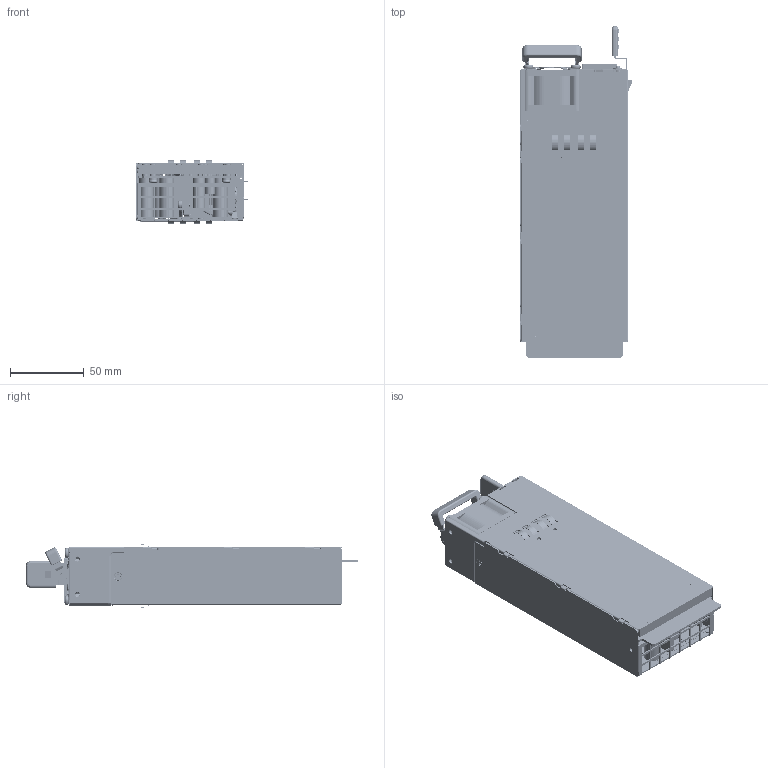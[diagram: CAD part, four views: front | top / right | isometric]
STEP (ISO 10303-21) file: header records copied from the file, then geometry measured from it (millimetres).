
FILE_DESCRIPTION((''),'2;1');
FILE_NAME('U1A-D10550-DRB-RJWL_ASM','2020-09-28T',('IPC56'),(''),'PRO/ENGINEER BY PARAMETRIC TECHNOLOGY CORPORATION, 2010480','PRO/ENGINEER BY PARAMETRIC TECHNOLOGY CORPORATION, 2010480','');
FILE_SCHEMA(('CONFIG_CONTROL_DESIGN','SHAPE_APPEARANCE_LAYERS_GROUPS'));
Products named in the file (64): MANIFOLD_SOLID_BREP_228765; MANIFOLD_SOLID_BREP_231349; MANIFOLD_SOLID_BREP_231602; MANIFOLD_SOLID_BREP_231855; MANIFOLD_SOLID_BREP_232108; U1A-D1XXXX-DRB-XIAGAI_1_ASM; BV40FENGSHAN-28_1; MANIFOLD_SOLID_BREP_236161; MANIFOLD_SOLID_BREP_236279; MANIFOLD_SOLID_BREP_236397; MANIFOLD_SOLID_BREP_236515; MANIFOLD_SOLID_BREP_236633; 8888_1; U1ACZUO_1_ASM; LEDZUO-A1_1; LEDDENG_1; JIEDILUOSI_1; BVBINGTOULUOSI_1; 8-5LUOZHUM2_1; 8-5LUOZHUM3_1; LASHOU_1; LASHOUJIAOTAO_AF0_1; LASHOU_ASM_1_ASM; DCTANPIAN_1_1; JIAOTAO_1_1; DCTANPIAN-1_ASM_1_ASM; LUO-01; XIAMALA_1; EVA; MAODING-2; MAODING-1; U1A-D1XXXX-DRB-SHANGGAI_9-1; PCB-190323; LUOSI-4; QITI; L1; F1; C3_D; VDR1; CX2 ...
Assembly tree (102 placements, depth 3):
  U1A-D10550-DRB-RJWL_ASM
    U1A-D1XXXX-DRB-XIAGAI_1_ASM
      MANIFOLD_SOLID_BREP_228765
      MANIFOLD_SOLID_BREP_231349
      MANIFOLD_SOLID_BREP_231602
      MANIFOLD_SOLID_BREP_231855
      MANIFOLD_SOLID_BREP_232108
    BV40FENGSHAN-28_1
    U1ACZUO_1_ASM
      MANIFOLD_SOLID_BREP_236161
      MANIFOLD_SOLID_BREP_236279
      MANIFOLD_SOLID_BREP_236397
      MANIFOLD_SOLID_BREP_236515
      MANIFOLD_SOLID_BREP_236633
      8888_1
    LEDZUO-A1_1
    LEDDENG_1
    JIEDILUOSI_1
    BVBINGTOULUOSI_1  x2
    8-5LUOZHUM2_1
    8-5LUOZHUM3_1  x3
    LASHOU_ASM_1_ASM
      LASHOU_1
      LASHOUJIAOTAO_AF0_1
    DCTANPIAN-1_ASM_1_ASM
      DCTANPIAN_1_1
      JIAOTAO_1_1
    LUO-01  x4
    XIAMALA_1
    EVA
    MAODING-2  x2
    MAODING-1  x2
    U1A-D1XXXX-DRB-SHANGGAI_9-1
    PCB-190323
    LUOSI-4  x11
    QITI
    L1
    F1
    C3_D
    VDR1  x5
    CX2
    VNR3
    CX1
    BD1
    CY  x3
    MOS-2  x3
    LF1_P
    C2
    L3_P
    C15  x2
    HS2
    HS1
    MOS  x5
    T1
    LF2
    C41
    T2_P
    T3
    C25  x6
    L2
Bounding box: 76.3 x 224.8 x 42.75 mm (x, y, z)
Surface area: 328177.7 mm2 (no closed solid volume)
Topology: 0 solids, 148 shells, 6911 faces, 18183 edges, 11577 vertices
Faces by surface type: plane 2527, bspline 1857, cylinder 1808, torus 597, cone 120, sphere 2
Entity records: 297762 total; most frequent: CARTESIAN_POINT 150356, ORIENTED_EDGE 26900, DIRECTION 19820, EDGE_CURVE 13480, PRESENTATION_STYLE_ASSIGNMENT 9114, STYLED_ITEM 9086, VERTEX_POINT 8550, CURVE_STYLE 8527
